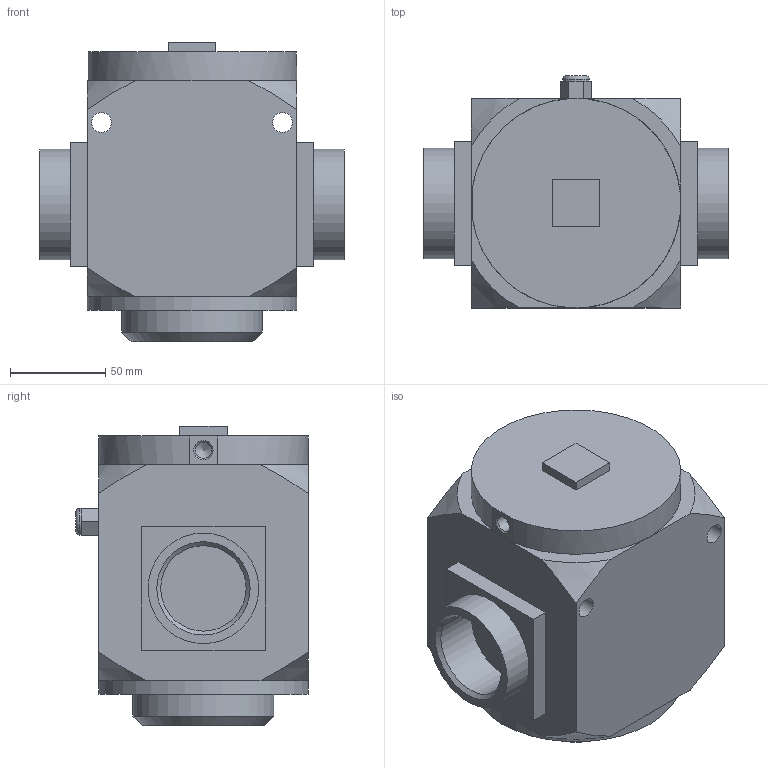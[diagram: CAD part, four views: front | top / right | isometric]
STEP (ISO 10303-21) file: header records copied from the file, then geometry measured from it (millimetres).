
FILE_DESCRIPTION((''),'2;1');
FILE_NAME('776-V_22_11_1C.stp','2008-02-21T17:10:32',('pilonfr1'),(''),'Autodesk Inventor 2008','Autodesk Inventor 2008','');
FILE_SCHEMA(('AUTOMOTIVE_DESIGN { 1 0 10303 214 1 1 1 1 }'));
Length unit declared in the file: millimetre
Products named in the file (1): 776-V_22_11_1C
Bounding box: 160 x 122 x 157 mm (x, y, z)
Volume: 1706869.5 mm3; surface area: 108193.3 mm2
Topology: 1 solids, 1 shells, 69 faces, 159 edges, 102 vertices
Faces by surface type: plane 37, bspline 15, cone 10, cylinder 6, torus 1
Full cylindrical faces by diameter (mm): 14 x1, 44.845 x1, 58 x1, 74 x1, 110 x1
Entity records: 1992 total; most frequent: CARTESIAN_POINT 494, ORIENTED_EDGE 276, DIRECTION 275, EDGE_CURVE 138, EDGE_LOOP 99, AXIS2_PLACEMENT_3D 98, VERTEX_POINT 97, VECTOR 79
